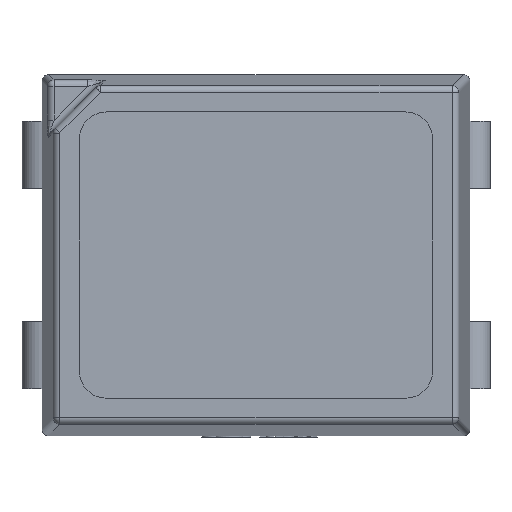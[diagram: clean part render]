
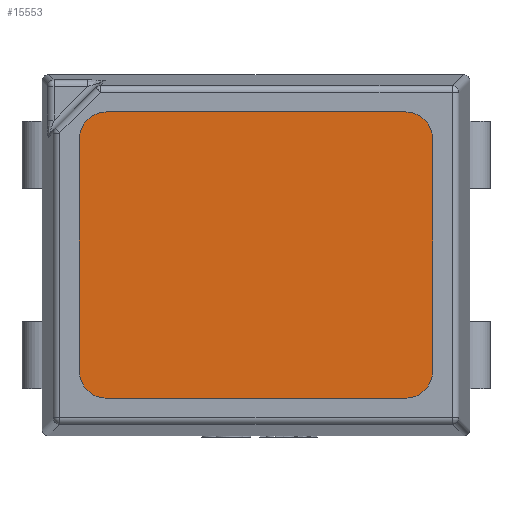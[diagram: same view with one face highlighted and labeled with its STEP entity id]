
A CAD part, top view. The second image highlights one B-rep face of the part: STEP entity #15553.
In plain terms, the highlighted planar face has unit normal (0, 0, 1).
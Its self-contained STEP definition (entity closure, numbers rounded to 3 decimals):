
#134 = CIRCLE ( 'NONE', #14299, 0.2 ) ;
#439 = AXIS2_PLACEMENT_3D ( 'NONE', #545, #4830, #9728 ) ;
#525 = CARTESIAN_POINT ( 'NONE',  ( 1.32, -1.07, 1.9 ) ) ;
#545 = CARTESIAN_POINT ( 'NONE',  ( 1.12, -0.87, 1.9 ) ) ;
#781 = CIRCLE ( 'NONE', #439, 0.2 ) ;
#1361 = EDGE_CURVE ( 'NONE', #17720, #9615, #17628, .T. ) ;
#1732 = CARTESIAN_POINT ( 'NONE',  ( 1.32, -0.87, 1.9 ) ) ;
#1828 = CARTESIAN_POINT ( 'NONE',  ( -1.12, -0.87, 1.9 ) ) ;
#1956 = DIRECTION ( 'NONE',  ( 0., 0., -1. ) ) ;
#2172 = CARTESIAN_POINT ( 'NONE',  ( -1.32, -0.87, 1.9 ) ) ;
#2766 = CARTESIAN_POINT ( 'NONE',  ( -1.32, -1.07, 1.9 ) ) ;
#3312 = AXIS2_PLACEMENT_3D ( 'NONE', #5300, #16383, #14661 ) ;
#3331 = DIRECTION ( 'NONE',  ( 0., 0., 1. ) ) ;
#3554 = EDGE_CURVE ( 'NONE', #19396, #8815, #19105, .T. ) ;
#3612 = ORIENTED_EDGE ( 'NONE', *, *, #12162, .T. ) ;
#4148 = VERTEX_POINT ( 'NONE', #1732 ) ;
#4451 = DIRECTION ( 'NONE',  ( 0., 1., 0. ) ) ;
#4513 = VECTOR ( 'NONE', #11956, 1000. ) ;
#4523 = CARTESIAN_POINT ( 'NONE',  ( -1.32, -1.07, 1.9 ) ) ;
#4586 = DIRECTION ( 'NONE',  ( 0., -1., 0. ) ) ;
#4830 = DIRECTION ( 'NONE',  ( 0., 0., 1. ) ) ;
#4851 = CARTESIAN_POINT ( 'NONE',  ( -1.32, 1.07, 1.9 ) ) ;
#5099 = DIRECTION ( 'NONE',  ( -1., 0., 0. ) ) ;
#5300 = CARTESIAN_POINT ( 'NONE',  ( 1.12, 0.87, 1.9 ) ) ;
#5724 = LINE ( 'NONE', #4523, #4513 ) ;
#5959 = CARTESIAN_POINT ( 'NONE',  ( 1.12, -1.07, 1.9 ) ) ;
#6561 = EDGE_LOOP ( 'NONE', ( #12141, #9680, #6759, #10713, #18536, #15628, #3612, #15278 ) ) ;
#6759 = ORIENTED_EDGE ( 'NONE', *, *, #10565, .T. ) ;
#6903 = CARTESIAN_POINT ( 'NONE',  ( -1.12, 1.07, 1.9 ) ) ;
#7156 = EDGE_CURVE ( 'NONE', #4148, #19396, #14338, .T. ) ;
#7504 = PLANE ( 'NONE',  #11504 ) ;
#8274 = VERTEX_POINT ( 'NONE', #6903 ) ;
#8815 = VERTEX_POINT ( 'NONE', #19167 ) ;
#9406 = VERTEX_POINT ( 'NONE', #18686 ) ;
#9615 = VERTEX_POINT ( 'NONE', #18566 ) ;
#9680 = ORIENTED_EDGE ( 'NONE', *, *, #1361, .T. ) ;
#9683 = CARTESIAN_POINT ( 'NONE',  ( -1.12, 0.87, 1.9 ) ) ;
#9728 = DIRECTION ( 'NONE',  ( -1., 0., 0. ) ) ;
#9776 = DIRECTION ( 'NONE',  ( -1., 0., 0. ) ) ;
#9884 = CARTESIAN_POINT ( 'NONE',  ( 1.32, 0.87, 1.9 ) ) ;
#10565 = EDGE_CURVE ( 'NONE', #9615, #12046, #5724, .T. ) ;
#10713 = ORIENTED_EDGE ( 'NONE', *, *, #12409, .T. ) ;
#11504 = AXIS2_PLACEMENT_3D ( 'NONE', #15759, #1956, #5099 ) ;
#11956 = DIRECTION ( 'NONE',  ( 1., 0., 0. ) ) ;
#12046 = VERTEX_POINT ( 'NONE', #5959 ) ;
#12141 = ORIENTED_EDGE ( 'NONE', *, *, #15730, .T. ) ;
#12162 = EDGE_CURVE ( 'NONE', #8815, #8274, #19071, .T. ) ;
#12409 = EDGE_CURVE ( 'NONE', #12046, #4148, #781, .T. ) ;
#12663 = EDGE_CURVE ( 'NONE', #8274, #9406, #134, .T. ) ;
#13430 = LINE ( 'NONE', #2766, #17516 ) ;
#13667 = VECTOR ( 'NONE', #18765, 1000. ) ;
#14204 = DIRECTION ( 'NONE',  ( 0., 0., 1. ) ) ;
#14299 = AXIS2_PLACEMENT_3D ( 'NONE', #9683, #14204, #9776 ) ;
#14338 = LINE ( 'NONE', #525, #18642 ) ;
#14661 = DIRECTION ( 'NONE',  ( -1., 0., 0. ) ) ;
#15278 = ORIENTED_EDGE ( 'NONE', *, *, #12663, .T. ) ;
#15553 = ADVANCED_FACE ( 'NONE', ( #18350 ), #7504, .F. ) ;
#15628 = ORIENTED_EDGE ( 'NONE', *, *, #3554, .T. ) ;
#15730 = EDGE_CURVE ( 'NONE', #9406, #17720, #13430, .T. ) ;
#15759 = CARTESIAN_POINT ( 'NONE',  ( 0., 0., 1.9 ) ) ;
#16309 = AXIS2_PLACEMENT_3D ( 'NONE', #1828, #3331, #18880 ) ;
#16383 = DIRECTION ( 'NONE',  ( 0., 0., 1. ) ) ;
#17516 = VECTOR ( 'NONE', #4586, 1000. ) ;
#17628 = CIRCLE ( 'NONE', #16309, 0.2 ) ;
#17720 = VERTEX_POINT ( 'NONE', #2172 ) ;
#18350 = FACE_OUTER_BOUND ( 'NONE', #6561, .T. ) ;
#18536 = ORIENTED_EDGE ( 'NONE', *, *, #7156, .T. ) ;
#18566 = CARTESIAN_POINT ( 'NONE',  ( -1.12, -1.07, 1.9 ) ) ;
#18642 = VECTOR ( 'NONE', #4451, 1000. ) ;
#18686 = CARTESIAN_POINT ( 'NONE',  ( -1.32, 0.87, 1.9 ) ) ;
#18765 = DIRECTION ( 'NONE',  ( -1., 0., 0. ) ) ;
#18880 = DIRECTION ( 'NONE',  ( -1., 0., 0. ) ) ;
#19071 = LINE ( 'NONE', #4851, #13667 ) ;
#19105 = CIRCLE ( 'NONE', #3312, 0.2 ) ;
#19167 = CARTESIAN_POINT ( 'NONE',  ( 1.12, 1.07, 1.9 ) ) ;
#19396 = VERTEX_POINT ( 'NONE', #9884 ) ;
